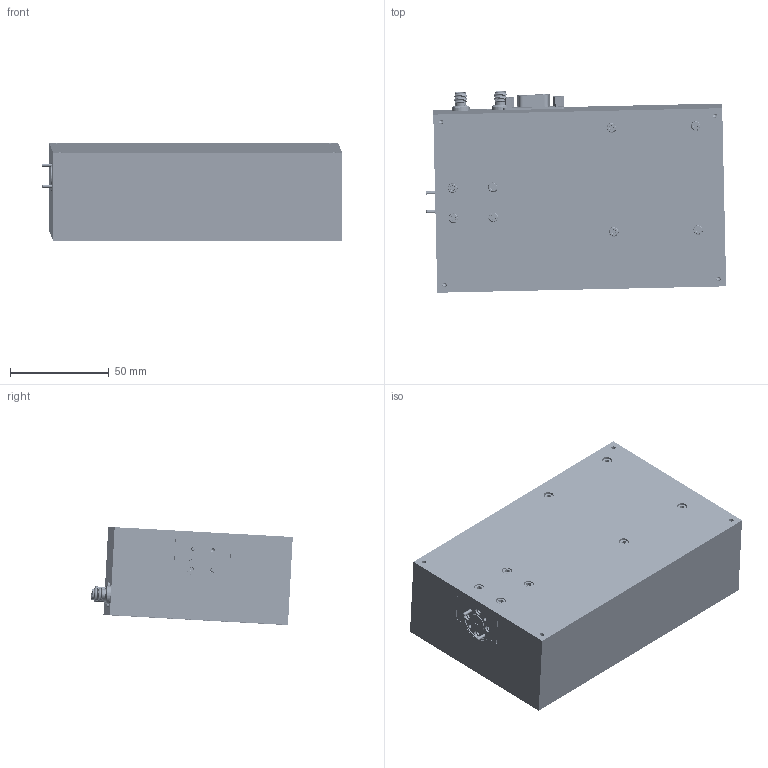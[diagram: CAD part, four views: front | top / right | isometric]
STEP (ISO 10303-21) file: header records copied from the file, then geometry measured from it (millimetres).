
FILE_DESCRIPTION (( 'STEP AP203' ), '1' );
FILE_NAME ('DMOP-10-101-A1.STEP', '2025-05-20T19:51:44', ( '' ), ( '' ), 'SwSTEP 2.0', 'SolidWorks 2021', '' );
FILE_SCHEMA (( 'CONFIG_CONTROL_DESIGN' ));
Products named in the file (1): DMOP-10-101-A1
Bounding box: 151.78 x 101.87 x 49.34 mm (x, y, z)
Volume: 602014 mm3; surface area: 95397.1 mm2
Topology: 55 solids, 55 shells, 3364 faces, 8818 edges, 5659 vertices
Faces by surface type: cylinder 1381, plane 1037, cone 472, bspline 472, torus 2
Entity records: 179606 total; most frequent: CARTESIAN_POINT 106068, ORIENTED_EDGE 17472, DIRECTION 12579, EDGE_CURVE 8736, VERTEX_POINT 5659, AXIS2_PLACEMENT_3D 4394, VECTOR 3791, LINE 3791
